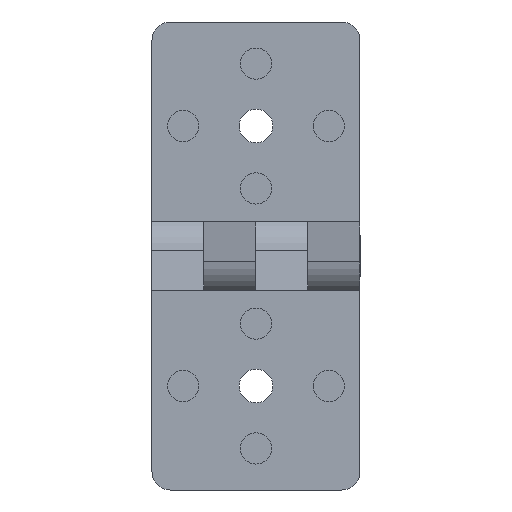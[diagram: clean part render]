
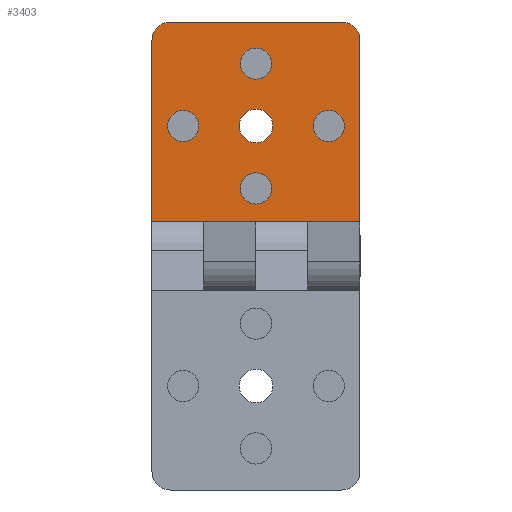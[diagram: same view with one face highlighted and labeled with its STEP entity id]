
A CAD part, left-side view. The second image highlights one B-rep face of the part: STEP entity #3403.
In plain terms, the highlighted planar face has unit normal (-1, 0, 0).
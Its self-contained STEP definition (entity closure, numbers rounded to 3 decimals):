
#1533=CIRCLE('',#3219,3.5);
#1534=CIRCLE('',#3220,3.5);
#1535=CIRCLE('',#3221,3.);
#1536=CIRCLE('',#3222,3.);
#1537=CIRCLE('',#3223,3.);
#1538=CIRCLE('',#3224,3.);
#1539=CIRCLE('',#3225,3.25);
#1593=ORIENTED_EDGE('',*,*,#2145,.F.);
#1594=ORIENTED_EDGE('',*,*,#2146,.F.);
#1595=ORIENTED_EDGE('',*,*,#2147,.T.);
#1596=ORIENTED_EDGE('',*,*,#2148,.F.);
#1597=ORIENTED_EDGE('',*,*,#2149,.T.);
#1598=ORIENTED_EDGE('',*,*,#2150,.F.);
#1599=ORIENTED_EDGE('',*,*,#2151,.T.);
#1600=ORIENTED_EDGE('',*,*,#2152,.F.);
#1601=ORIENTED_EDGE('',*,*,#2153,.F.);
#1602=ORIENTED_EDGE('',*,*,#2154,.F.);
#1603=ORIENTED_EDGE('',*,*,#2155,.F.);
#1604=ORIENTED_EDGE('',*,*,#2156,.F.);
#1605=ORIENTED_EDGE('',*,*,#2157,.F.);
#1606=ORIENTED_EDGE('',*,*,#2158,.F.);
#1881=VECTOR('',#2515,1.);
#1882=VECTOR('',#2516,1.);
#1883=VECTOR('',#2517,1.);
#1884=VECTOR('',#2520,1.);
#1885=VECTOR('',#2523,1.);
#1886=VECTOR('',#2524,1.);
#1887=VECTOR('',#2525,1.);
#1963=LINE('',#2888,#1881);
#1964=LINE('',#2890,#1882);
#1965=LINE('',#2892,#1883);
#1966=LINE('',#2896,#1884);
#1967=LINE('',#2900,#1885);
#1968=LINE('',#2902,#1886);
#1969=LINE('',#2903,#1887);
#2045=VERTEX_POINT('',#2886);
#2046=VERTEX_POINT('',#2887);
#2047=VERTEX_POINT('',#2889);
#2048=VERTEX_POINT('',#2891);
#2049=VERTEX_POINT('',#2893);
#2050=VERTEX_POINT('',#2895);
#2051=VERTEX_POINT('',#2897);
#2052=VERTEX_POINT('',#2899);
#2053=VERTEX_POINT('',#2901);
#2054=VERTEX_POINT('',#2904);
#2055=VERTEX_POINT('',#2906);
#2056=VERTEX_POINT('',#2908);
#2057=VERTEX_POINT('',#2910);
#2058=VERTEX_POINT('',#2912);
#2145=EDGE_CURVE('',#2045,#2046,#1963,.T.);
#2146=EDGE_CURVE('',#2047,#2045,#1964,.T.);
#2147=EDGE_CURVE('',#2047,#2048,#1965,.T.);
#2148=EDGE_CURVE('',#2049,#2048,#1533,.T.);
#2149=EDGE_CURVE('',#2049,#2050,#1966,.T.);
#2150=EDGE_CURVE('',#2051,#2050,#1534,.T.);
#2151=EDGE_CURVE('',#2051,#2052,#1967,.T.);
#2152=EDGE_CURVE('',#2053,#2052,#1968,.T.);
#2153=EDGE_CURVE('',#2046,#2053,#1969,.T.);
#2154=EDGE_CURVE('',#2054,#2054,#1535,.T.);
#2155=EDGE_CURVE('',#2055,#2055,#1536,.T.);
#2156=EDGE_CURVE('',#2056,#2056,#1537,.T.);
#2157=EDGE_CURVE('',#2057,#2057,#1538,.T.);
#2158=EDGE_CURVE('',#2058,#2058,#1539,.T.);
#2289=EDGE_LOOP('',(#1593,#1594,#1595,#1596,#1597,#1598,#1599,#1600,#1601));
#2290=EDGE_LOOP('',(#1602));
#2291=EDGE_LOOP('',(#1603));
#2292=EDGE_LOOP('',(#1604));
#2293=EDGE_LOOP('',(#1605));
#2294=EDGE_LOOP('',(#1606));
#2401=FACE_BOUND('',#2289,.T.);
#2402=FACE_BOUND('',#2290,.T.);
#2403=FACE_BOUND('',#2291,.T.);
#2404=FACE_BOUND('',#2292,.T.);
#2405=FACE_BOUND('',#2293,.T.);
#2406=FACE_BOUND('',#2294,.T.);
#2513=DIRECTION('',(-1.,0.,0.));
#2514=DIRECTION('',(0.,1.,0.));
#2515=DIRECTION('',(0.,0.,10.));
#2516=DIRECTION('',(0.,0.,10.));
#2517=DIRECTION('',(0.,-34.944,0.));
#2518=DIRECTION('',(1.,0.,0.));
#2519=DIRECTION('',(0.,-3.5,0.));
#2520=DIRECTION('',(0.,0.,33.));
#2521=DIRECTION('',(1.,0.,0.));
#2522=DIRECTION('',(0.,0.,3.5));
#2523=DIRECTION('',(0.,34.944,0.));
#2524=DIRECTION('',(0.,0.,10.));
#2525=DIRECTION('',(0.,0.,10.));
#2526=DIRECTION('',(-1.,0.,0.));
#2527=DIRECTION('',(0.,0.,3.));
#2528=DIRECTION('',(-1.,0.,0.));
#2529=DIRECTION('',(0.,0.,3.));
#2530=DIRECTION('',(-1.,0.,0.));
#2531=DIRECTION('',(0.,0.,3.));
#2532=DIRECTION('',(-1.,0.,0.));
#2533=DIRECTION('',(0.,0.,3.));
#2534=DIRECTION('',(-1.,0.,0.));
#2535=DIRECTION('',(0.,0.,3.25));
#2885=CARTESIAN_POINT('',(0.,-7.,0.));
#2886=CARTESIAN_POINT('',(0.,-6.556,-10.));
#2887=CARTESIAN_POINT('',(0.,-6.556,0.));
#2888=CARTESIAN_POINT('',(0.,-6.556,-10.));
#2889=CARTESIAN_POINT('',(0.,-6.556,-20.));
#2890=CARTESIAN_POINT('',(0.,-6.556,-20.));
#2891=CARTESIAN_POINT('',(0.,-41.5,-20.));
#2892=CARTESIAN_POINT('',(0.,-6.556,-20.));
#2893=CARTESIAN_POINT('',(0.,-45.,-16.5));
#2894=CARTESIAN_POINT('',(0.,-41.5,-16.5));
#2895=CARTESIAN_POINT('',(0.,-45.,16.5));
#2896=CARTESIAN_POINT('',(0.,-45.,-16.5));
#2897=CARTESIAN_POINT('',(0.,-41.5,20.));
#2898=CARTESIAN_POINT('',(0.,-41.5,16.5));
#2899=CARTESIAN_POINT('',(0.,-6.556,20.));
#2900=CARTESIAN_POINT('',(0.,-41.5,20.));
#2901=CARTESIAN_POINT('',(0.,-6.556,10.));
#2902=CARTESIAN_POINT('',(0.,-6.556,10.));
#2903=CARTESIAN_POINT('',(0.,-6.556,0.));
#2904=CARTESIAN_POINT('',(0.,-25.,17.));
#2905=CARTESIAN_POINT('',(0.,-25.,14.));
#2906=CARTESIAN_POINT('',(0.,-25.,-11.));
#2907=CARTESIAN_POINT('',(0.,-25.,-14.));
#2908=CARTESIAN_POINT('',(0.,-37.,3.));
#2909=CARTESIAN_POINT('',(0.,-37.,0.));
#2910=CARTESIAN_POINT('',(0.,-13.,3.));
#2911=CARTESIAN_POINT('',(0.,-13.,0.));
#2912=CARTESIAN_POINT('',(0.,-25.,3.25));
#2913=CARTESIAN_POINT('',(0.,-25.,0.));
#3218=AXIS2_PLACEMENT_3D('',#2885,#2513,#2514);
#3219=AXIS2_PLACEMENT_3D('',#2894,#2518,#2519);
#3220=AXIS2_PLACEMENT_3D('',#2898,#2521,#2522);
#3221=AXIS2_PLACEMENT_3D('',#2905,#2526,#2527);
#3222=AXIS2_PLACEMENT_3D('',#2907,#2528,#2529);
#3223=AXIS2_PLACEMENT_3D('',#2909,#2530,#2531);
#3224=AXIS2_PLACEMENT_3D('',#2911,#2532,#2533);
#3225=AXIS2_PLACEMENT_3D('',#2913,#2534,#2535);
#3363=PLANE('',#3218);
#3403=ADVANCED_FACE('',(#2401,#2402,#2403,#2404,#2405,#2406),#3363,.T.);
